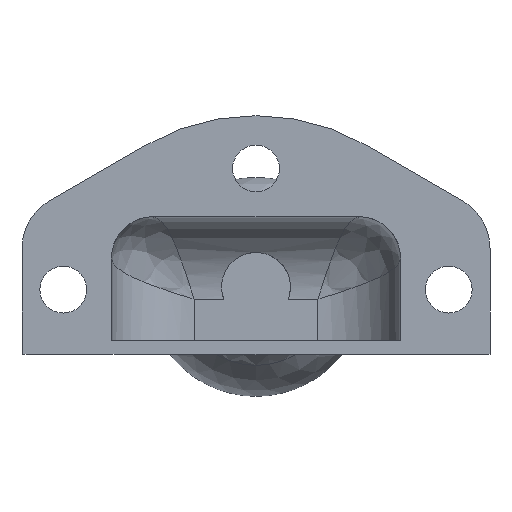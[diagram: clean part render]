
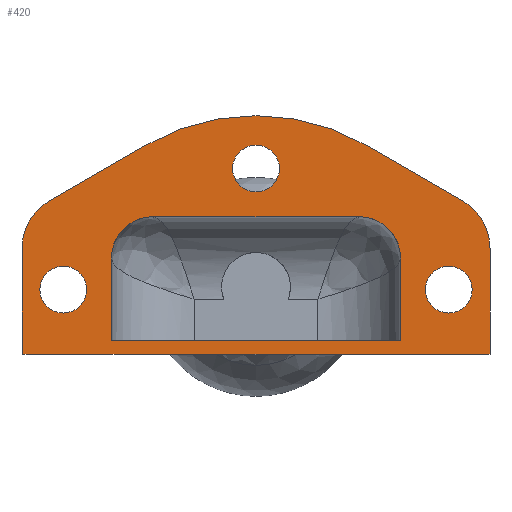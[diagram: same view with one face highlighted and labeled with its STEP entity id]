
A CAD part, left-side view. The second image highlights one B-rep face of the part: STEP entity #420.
In plain terms, the highlighted planar face has unit normal (-1, 0, 0).
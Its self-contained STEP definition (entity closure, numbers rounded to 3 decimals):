
#22 = VERTEX_POINT('',#23);
#23 = CARTESIAN_POINT('',(0.,-17.,-8.));
#40 = VERTEX_POINT('',#41);
#41 = CARTESIAN_POINT('',(0.,-17.,-0.309));
#47 = EDGE_CURVE('',#22,#40,#48,.T.);
#48 = LINE('',#49,#50);
#49 = CARTESIAN_POINT('',(0.,-17.,-8.));
#50 = VECTOR('',#51,1.);
#51 = DIRECTION('',(0.,0.,1.));
#62 = VERTEX_POINT('',#63);
#63 = CARTESIAN_POINT('',(0.,17.,-8.));
#104 = EDGE_CURVE('',#62,#22,#105,.T.);
#105 = LINE('',#106,#107);
#106 = CARTESIAN_POINT('',(0.,17.,-8.));
#107 = VECTOR('',#108,1.);
#108 = DIRECTION('',(0.,-1.,0.));
#420 = ADVANCED_FACE('',(#421,#474,#526,#537,#548),#559,.T.);
#421 = FACE_BOUND('',#422,.T.);
#422 = EDGE_LOOP('',(#423,#424,#433,#441,#450,#458,#467,#473));
#423 = ORIENTED_EDGE('',*,*,#47,.T.);
#424 = ORIENTED_EDGE('',*,*,#425,.F.);
#425 = EDGE_CURVE('',#426,#40,#428,.T.);
#426 = VERTEX_POINT('',#427);
#427 = CARTESIAN_POINT('',(0.,-15.,3.155));
#428 = CIRCLE('',#429,4.);
#429 = AXIS2_PLACEMENT_3D('',#430,#431,#432);
#430 = CARTESIAN_POINT('',(0.,-13.,-0.309));
#431 = DIRECTION('',(1.,0.,0.));
#432 = DIRECTION('',(0.,1.,0.));
#433 = ORIENTED_EDGE('',*,*,#434,.T.);
#434 = EDGE_CURVE('',#426,#435,#437,.T.);
#435 = VERTEX_POINT('',#436);
#436 = CARTESIAN_POINT('',(0.,-8.,7.196));
#437 = LINE('',#438,#439);
#438 = CARTESIAN_POINT('',(0.,-15.,3.155));
#439 = VECTOR('',#440,1.);
#440 = DIRECTION('',(0.,0.866,0.5));
#441 = ORIENTED_EDGE('',*,*,#442,.F.);
#442 = EDGE_CURVE('',#443,#435,#445,.T.);
#443 = VERTEX_POINT('',#444);
#444 = CARTESIAN_POINT('',(0.,8.,7.196));
#445 = CIRCLE('',#446,16.);
#446 = AXIS2_PLACEMENT_3D('',#447,#448,#449);
#447 = CARTESIAN_POINT('',(0.,0.,-6.66)
  );
#448 = DIRECTION('',(1.,0.,0.));
#449 = DIRECTION('',(0.,1.,0.));
#450 = ORIENTED_EDGE('',*,*,#451,.T.);
#451 = EDGE_CURVE('',#443,#452,#454,.T.);
#452 = VERTEX_POINT('',#453);
#453 = CARTESIAN_POINT('',(0.,15.,3.155));
#454 = LINE('',#455,#456);
#455 = CARTESIAN_POINT('',(0.,8.,7.196));
#456 = VECTOR('',#457,1.);
#457 = DIRECTION('',(0.,0.866,-0.5));
#458 = ORIENTED_EDGE('',*,*,#459,.F.);
#459 = EDGE_CURVE('',#460,#452,#462,.T.);
#460 = VERTEX_POINT('',#461);
#461 = CARTESIAN_POINT('',(0.,17.,-0.309));
#462 = CIRCLE('',#463,4.);
#463 = AXIS2_PLACEMENT_3D('',#464,#465,#466);
#464 = CARTESIAN_POINT('',(0.,13.,-0.309));
#465 = DIRECTION('',(1.,0.,0.));
#466 = DIRECTION('',(0.,1.,0.));
#467 = ORIENTED_EDGE('',*,*,#468,.T.);
#468 = EDGE_CURVE('',#460,#62,#469,.T.);
#469 = LINE('',#470,#471);
#470 = CARTESIAN_POINT('',(0.,17.,-0.309));
#471 = VECTOR('',#472,1.);
#472 = DIRECTION('',(0.,0.,-1.));
#473 = ORIENTED_EDGE('',*,*,#104,.T.);
#474 = FACE_BOUND('',#475,.T.);
#475 = EDGE_LOOP('',(#476,#487,#495,#504,#512,#520));
#476 = ORIENTED_EDGE('',*,*,#477,.T.);
#477 = EDGE_CURVE('',#478,#480,#482,.T.);
#478 = VERTEX_POINT('',#479);
#479 = CARTESIAN_POINT('',(0.,10.5,-1.));
#480 = VERTEX_POINT('',#481);
#481 = CARTESIAN_POINT('',(0.,7.5,2.));
#482 = CIRCLE('',#483,3.);
#483 = AXIS2_PLACEMENT_3D('',#484,#485,#486);
#484 = CARTESIAN_POINT('',(0.,7.5,-1.));
#485 = DIRECTION('',(1.,0.,0.));
#486 = DIRECTION('',(0.,-1.,0.));
#487 = ORIENTED_EDGE('',*,*,#488,.F.);
#488 = EDGE_CURVE('',#489,#480,#491,.T.);
#489 = VERTEX_POINT('',#490);
#490 = CARTESIAN_POINT('',(0.,-7.5,2.));
#491 = LINE('',#492,#493);
#492 = CARTESIAN_POINT('',(0.,-10.5,2.));
#493 = VECTOR('',#494,1.);
#494 = DIRECTION('',(0.,1.,0.));
#495 = ORIENTED_EDGE('',*,*,#496,.F.);
#496 = EDGE_CURVE('',#497,#489,#499,.T.);
#497 = VERTEX_POINT('',#498);
#498 = CARTESIAN_POINT('',(0.,-10.5,-1.));
#499 = CIRCLE('',#500,3.);
#500 = AXIS2_PLACEMENT_3D('',#501,#502,#503);
#501 = CARTESIAN_POINT('',(0.,-7.5,-1.));
#502 = DIRECTION('',(-1.,0.,0.));
#503 = DIRECTION('',(0.,-1.,0.));
#504 = ORIENTED_EDGE('',*,*,#505,.F.);
#505 = EDGE_CURVE('',#506,#497,#508,.T.);
#506 = VERTEX_POINT('',#507);
#507 = CARTESIAN_POINT('',(0.,-10.5,-7.));
#508 = LINE('',#509,#510);
#509 = CARTESIAN_POINT('',(0.,-10.5,-8.));
#510 = VECTOR('',#511,1.);
#511 = DIRECTION('',(0.,0.,1.));
#512 = ORIENTED_EDGE('',*,*,#513,.F.);
#513 = EDGE_CURVE('',#514,#506,#516,.T.);
#514 = VERTEX_POINT('',#515);
#515 = CARTESIAN_POINT('',(0.,10.5,-7.));
#516 = LINE('',#517,#518);
#517 = CARTESIAN_POINT('',(0.,11.,-7.));
#518 = VECTOR('',#519,1.);
#519 = DIRECTION('',(0.,-1.,0.));
#520 = ORIENTED_EDGE('',*,*,#521,.F.);
#521 = EDGE_CURVE('',#478,#514,#522,.T.);
#522 = LINE('',#523,#524);
#523 = CARTESIAN_POINT('',(0.,10.5,2.));
#524 = VECTOR('',#525,1.);
#525 = DIRECTION('',(0.,0.,-1.));
#526 = FACE_BOUND('',#527,.T.);
#527 = EDGE_LOOP('',(#528));
#528 = ORIENTED_EDGE('',*,*,#529,.F.);
#529 = EDGE_CURVE('',#530,#530,#532,.T.);
#530 = VERTEX_POINT('',#531);
#531 = CARTESIAN_POINT('',(0.,15.7,-3.3));
#532 = CIRCLE('',#533,1.7);
#533 = AXIS2_PLACEMENT_3D('',#534,#535,#536);
#534 = CARTESIAN_POINT('',(0.,14.,-3.3));
#535 = DIRECTION('',(-1.,0.,0.));
#536 = DIRECTION('',(0.,1.,0.));
#537 = FACE_BOUND('',#538,.T.);
#538 = EDGE_LOOP('',(#539));
#539 = ORIENTED_EDGE('',*,*,#540,.F.);
#540 = EDGE_CURVE('',#541,#541,#543,.T.);
#541 = VERTEX_POINT('',#542);
#542 = CARTESIAN_POINT('',(0.,-12.3,-3.3));
#543 = CIRCLE('',#544,1.7);
#544 = AXIS2_PLACEMENT_3D('',#545,#546,#547);
#545 = CARTESIAN_POINT('',(0.,-14.,-3.3));
#546 = DIRECTION('',(-1.,0.,0.));
#547 = DIRECTION('',(0.,1.,0.));
#548 = FACE_BOUND('',#549,.T.);
#549 = EDGE_LOOP('',(#550));
#550 = ORIENTED_EDGE('',*,*,#551,.F.);
#551 = EDGE_CURVE('',#552,#552,#554,.T.);
#552 = VERTEX_POINT('',#553);
#553 = CARTESIAN_POINT('',(0.,1.7,5.5));
#554 = CIRCLE('',#555,1.7);
#555 = AXIS2_PLACEMENT_3D('',#556,#557,#558);
#556 = CARTESIAN_POINT('',(0.,0.,5.5)
  );
#557 = DIRECTION('',(-1.,0.,0.));
#558 = DIRECTION('',(0.,1.,0.));
#559 = PLANE('',#560);
#560 = AXIS2_PLACEMENT_3D('',#561,#562,#563);
#561 = CARTESIAN_POINT('',(0.,0.,
    -1.082));
#562 = DIRECTION('',(-1.,0.,0.));
#563 = DIRECTION('',(0.,0.,-1.));
